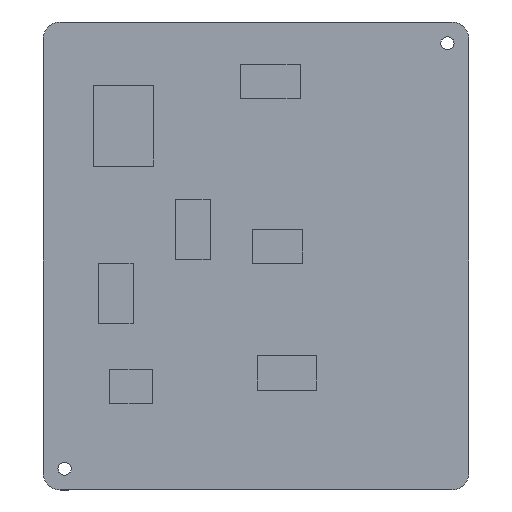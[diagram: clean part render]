
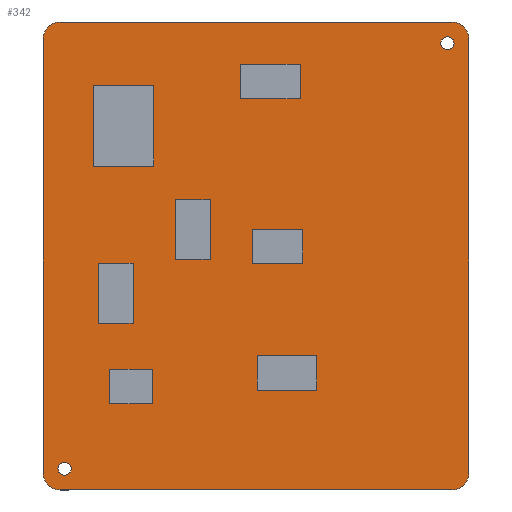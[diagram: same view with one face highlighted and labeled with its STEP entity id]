
A CAD part, top view. The second image highlights one B-rep face of the part: STEP entity #342.
In plain terms, the highlighted planar face has unit normal (0, 0, 1).
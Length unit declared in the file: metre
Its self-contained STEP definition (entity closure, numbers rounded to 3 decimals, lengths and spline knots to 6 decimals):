
#342=ADVANCED_FACE('0:49',(#421,#422,#423),#424,.T.);
#421=FACE_BOUND('',#558,.T.);
#422=FACE_BOUND('',#559,.T.);
#423=FACE_OUTER_BOUND('',#560,.T.);
#424=PLANE('',#561);
#558=EDGE_LOOP('',(#727,#728));
#559=EDGE_LOOP('',(#729,#730));
#560=EDGE_LOOP('',(#731,#732,#733,#734,#735,#736,#737,#738));
#561=AXIS2_PLACEMENT_3D('',#739,#740,#741);
#656=EDGE_CURVE('0:133',#1068,#1065,#1069,.T.);
#661=EDGE_CURVE('0:133',#1065,#1068,#1075,.T.);
#727=ORIENTED_EDGE('',*,*,#661,.T.);
#728=ORIENTED_EDGE('',*,*,#656,.T.);
#729=ORIENTED_EDGE('',*,*,#1093,.T.);
#730=ORIENTED_EDGE('',*,*,#1085,.T.);
#731=ORIENTED_EDGE('',*,*,#1108,.T.);
#732=ORIENTED_EDGE('',*,*,#1109,.T.);
#733=ORIENTED_EDGE('',*,*,#1098,.T.);
#734=ORIENTED_EDGE('',*,*,#1110,.T.);
#735=ORIENTED_EDGE('',*,*,#1111,.F.);
#736=ORIENTED_EDGE('',*,*,#1090,.T.);
#737=ORIENTED_EDGE('',*,*,#1112,.T.);
#738=ORIENTED_EDGE('',*,*,#1094,.T.);
#739=CARTESIAN_POINT('',(0.,0.1392,0.0015));
#740=DIRECTION('',(0.,0.,1.0));
#741=DIRECTION('',(0.,-1.0,0.));
#1065=VERTEX_POINT('',#1199);
#1068=VERTEX_POINT('',#1203);
#1069=CIRCLE('',#1204,0.001969);
#1075=CIRCLE('',#1211,0.001969);
#1085=EDGE_CURVE('0:82',#1223,#1220,#1224,.T.);
#1090=EDGE_CURVE('0:73',#1233,#1231,#1234,.T.);
#1093=EDGE_CURVE('0:82',#1220,#1223,#1237,.T.);
#1094=EDGE_CURVE('0:85',#1238,#1239,#1240,.T.);
#1098=EDGE_CURVE('0:97',#1246,#1247,#1248,.T.);
#1108=EDGE_CURVE('0:130',#1239,#1261,#1263,.T.);
#1109=EDGE_CURVE('0:136',#1261,#1246,#1264,.T.);
#1110=EDGE_CURVE('0:139',#1247,#1265,#1266,.T.);
#1111=EDGE_CURVE('0:142',#1233,#1265,#1267,.T.);
#1112=EDGE_CURVE('0:145',#1231,#1238,#1268,.T.);
#1199=CARTESIAN_POINT('',(0.05715,0.134819,0.0015));
#1203=CARTESIAN_POINT('',(0.05715,0.130882,0.0015));
#1204=AXIS2_PLACEMENT_3D('',#1411,#1412,#1413);
#1211=AXIS2_PLACEMENT_3D('',#1421,#1422,#1423);
#1220=VERTEX_POINT('',#1424);
#1223=VERTEX_POINT('',#1428);
#1224=CIRCLE('',#1429,0.00197);
#1231=VERTEX_POINT('',#1437);
#1233=VERTEX_POINT('',#1440);
#1234=CIRCLE('',#1441,0.005);
#1237=CIRCLE('',#1445,0.00197);
#1238=VERTEX_POINT('',#1446);
#1239=VERTEX_POINT('',#1447);
#1240=CIRCLE('',#1448,0.005);
#1246=VERTEX_POINT('',#1456);
#1247=VERTEX_POINT('',#1457);
#1248=LINE('',#1458,#1459);
#1261=VERTEX_POINT('',#1478);
#1263=LINE('',#1481,#1482);
#1264=CIRCLE('',#1483,0.005);
#1265=VERTEX_POINT('',#1484);
#1266=CIRCLE('',#1485,0.005);
#1267=LINE('',#1486,#1487);
#1268=LINE('',#1488,#1489);
#1411=CARTESIAN_POINT('',(0.05715,0.13285,0.0015));
#1412=DIRECTION('',(0.,0.,-1.0));
#1413=DIRECTION('',(0.0,1.0,0.));
#1421=CARTESIAN_POINT('',(0.05715,0.13285,0.0015));
#1422=DIRECTION('',(0.,0.,-1.0));
#1423=DIRECTION('',(0.0,1.0,0.));
#1424=CARTESIAN_POINT('',(-0.05912,0.005849,0.0015));
#1428=CARTESIAN_POINT('',(-0.05518,0.005849,0.0015));
#1429=AXIS2_PLACEMENT_3D('',#1717,#1718,#1719);
#1437=CARTESIAN_POINT('',(0.0585,0.1392,0.0015));
#1440=CARTESIAN_POINT('',(0.0635,0.1342,0.0015));
#1441=AXIS2_PLACEMENT_3D('',#1728,#1729,#1730);
#1445=AXIS2_PLACEMENT_3D('',#1735,#1736,#1737);
#1446=CARTESIAN_POINT('',(-0.0585,0.1392,0.0015));
#1447=CARTESIAN_POINT('',(-0.0635,0.1342,0.0015));
#1448=AXIS2_PLACEMENT_3D('',#1738,#1739,#1740);
#1456=CARTESIAN_POINT('',(-0.0585,-0.000501,0.0015));
#1457=CARTESIAN_POINT('',(0.0585,-0.000501,0.0015));
#1458=CARTESIAN_POINT('',(0.,-0.000501,0.0015));
#1459=VECTOR('',#1746,1.0);
#1478=CARTESIAN_POINT('',(-0.0635,0.004499,0.0015));
#1481=CARTESIAN_POINT('',(-0.0635,0.1392,0.0015));
#1482=VECTOR('',#1760,1.0);
#1483=AXIS2_PLACEMENT_3D('',#1761,#1762,#1763);
#1484=CARTESIAN_POINT('',(0.0635,0.004499,0.0015));
#1485=AXIS2_PLACEMENT_3D('',#1764,#1765,#1766);
#1486=CARTESIAN_POINT('',(0.0635,0.1392,0.0015));
#1487=VECTOR('',#1767,1.0);
#1488=CARTESIAN_POINT('',(0.,0.1392,0.0015));
#1489=VECTOR('',#1768,1.0);
#1717=CARTESIAN_POINT('',(-0.05715,0.005849,0.0015));
#1718=DIRECTION('',(0.,0.,-1.0));
#1719=DIRECTION('',(-1.0,0.,0.));
#1728=CARTESIAN_POINT('',(0.0585,0.1342,0.0015));
#1729=DIRECTION('',(0.,0.,1.0));
#1730=DIRECTION('',(1.0,0.,0.));
#1735=CARTESIAN_POINT('',(-0.05715,0.005849,0.0015));
#1736=DIRECTION('',(0.,0.,-1.0));
#1737=DIRECTION('',(-1.0,0.,0.));
#1738=CARTESIAN_POINT('',(-0.0585,0.1342,0.0015));
#1739=DIRECTION('',(0.,0.,1.0));
#1740=DIRECTION('',(1.0,0.,0.));
#1746=DIRECTION('',(1.0,0.,0.));
#1760=DIRECTION('',(0.,-1.0,0.));
#1761=CARTESIAN_POINT('',(-0.0585,0.004499,0.0015));
#1762=DIRECTION('',(0.,0.,1.0));
#1763=DIRECTION('',(1.0,0.,0.));
#1764=CARTESIAN_POINT('',(0.0585,0.004499,0.0015));
#1765=DIRECTION('',(0.,0.,1.0));
#1766=DIRECTION('',(1.0,0.,0.));
#1767=DIRECTION('',(0.,-1.0,0.));
#1768=DIRECTION('',(-1.0,0.,0.));
